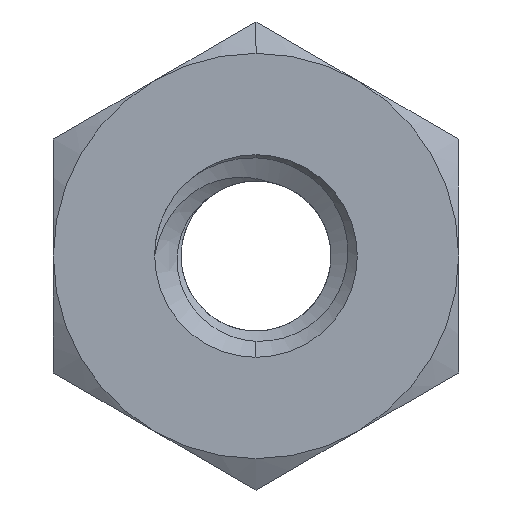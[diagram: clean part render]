
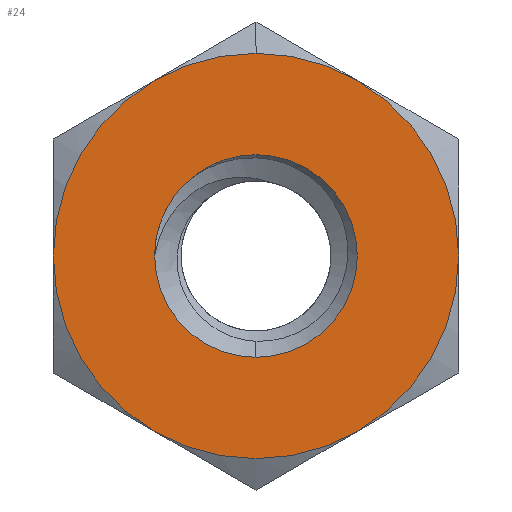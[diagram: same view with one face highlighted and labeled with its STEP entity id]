
A CAD part, front view. The second image highlights one B-rep face of the part: STEP entity #24.
In plain terms, the highlighted planar face has unit normal (0, -1, 0).
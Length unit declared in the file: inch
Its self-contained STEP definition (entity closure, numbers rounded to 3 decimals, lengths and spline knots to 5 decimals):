
#24 = ADVANCED_FACE ( 'NONE', ( #183, #161 ), #615, .F. ) ;
#82 = EDGE_CURVE ( 'NONE', #502, #509, #138, .T. ) ;
#86 = CIRCLE ( 'NONE', #1100, 0.125 ) ;
#110 = CIRCLE ( 'NONE', #1099, 0.0625 ) ;
#137 = CIRCLE ( 'NONE', #1102, 0.125 ) ;
#138 = CIRCLE ( 'NONE', #1093, 0.125 ) ;
#139 = CIRCLE ( 'NONE', #1098, 0.0625 ) ;
#155 = CIRCLE ( 'NONE', #1111, 0.125 ) ;
#161 = FACE_BOUND ( 'NONE', #1441, .T. ) ;
#175 = CIRCLE ( 'NONE', #1103, 0.0625 ) ;
#176 = CIRCLE ( 'NONE', #1114, 0.125 ) ;
#183 = FACE_OUTER_BOUND ( 'NONE', #1467, .T. ) ;
#228 = CIRCLE ( 'NONE', #1101, 0.125 ) ;
#254 = CIRCLE ( 'NONE', #1113, 0.125 ) ;
#255 = CIRCLE ( 'NONE', #1112, 0.0625 ) ;
#287 = CARTESIAN_POINT ( 'NONE',  ( 0., -0.04688, 0.0625 ) ) ;
#291 = VERTEX_POINT ( 'NONE', #336 ) ;
#295 = VERTEX_POINT ( 'NONE', #667 ) ;
#318 = CARTESIAN_POINT ( 'NONE',  ( -0.0625, -0.04688, 0.10825 ) ) ;
#336 = CARTESIAN_POINT ( 'NONE',  ( 0.0625, -0.04688, 0.10825 ) ) ;
#361 = DIRECTION ( 'NONE',  ( 0., 0., 1. ) ) ;
#362 = DIRECTION ( 'NONE',  ( 0., 1., 0. ) ) ;
#364 = DIRECTION ( 'NONE',  ( 0., 0., 1. ) ) ;
#365 = DIRECTION ( 'NONE',  ( 0., -1., 0. ) ) ;
#409 = CARTESIAN_POINT ( 'NONE',  ( 0., -0.04688, 0. ) ) ;
#412 = CARTESIAN_POINT ( 'NONE',  ( 0., -0.04688, 0. ) ) ;
#429 = CARTESIAN_POINT ( 'NONE',  ( 0., -0.04688, 0. ) ) ;
#497 = VERTEX_POINT ( 'NONE', #977 ) ;
#502 = VERTEX_POINT ( 'NONE', #582 ) ;
#509 = VERTEX_POINT ( 'NONE', #318 ) ;
#512 = VERTEX_POINT ( 'NONE', #287 ) ;
#571 = VERTEX_POINT ( 'NONE', #1034 ) ;
#582 = CARTESIAN_POINT ( 'NONE',  ( 0., -0.04688, 0.125 ) ) ;
#615 = PLANE ( 'NONE',  #1077 ) ;
#644 = CARTESIAN_POINT ( 'NONE',  ( -0.125, -0.04688, -0.07217 ) ) ;
#646 = DIRECTION ( 'NONE',  ( 0., 0., 1. ) ) ;
#649 = CARTESIAN_POINT ( 'NONE',  ( 0.0625, -0.04688, -0.10825 ) ) ;
#650 = DIRECTION ( 'NONE',  ( 0., 1., 0. ) ) ;
#662 = VERTEX_POINT ( 'NONE', #1042 ) ;
#667 = CARTESIAN_POINT ( 'NONE',  ( 0.125, -0.04688, 0. ) ) ;
#674 = CARTESIAN_POINT ( 'NONE',  ( 0., -0.04688, -0.0625 ) ) ;
#684 = CARTESIAN_POINT ( 'NONE',  ( -0.04379, -0.04687, 0.0446 ) ) ;
#692 = DIRECTION ( 'NONE',  ( 0., 0., 1. ) ) ;
#725 = DIRECTION ( 'NONE',  ( 0., 1., 0. ) ) ;
#806 = VERTEX_POINT ( 'NONE', #684 ) ;
#851 = DIRECTION ( 'NONE',  ( 0., -1., 0. ) ) ;
#858 = DIRECTION ( 'NONE',  ( 0., 0., 1. ) ) ;
#875 = VERTEX_POINT ( 'NONE', #674 ) ;
#891 = DIRECTION ( 'NONE',  ( 0., 0., 1. ) ) ;
#977 = CARTESIAN_POINT ( 'NONE',  ( -0.0625, -0.04688, 0. ) ) ;
#994 = CARTESIAN_POINT ( 'NONE',  ( 0., -0.04688, 0. ) ) ;
#1018 = CARTESIAN_POINT ( 'NONE',  ( 0., -0.04688, 0. ) ) ;
#1019 = DIRECTION ( 'NONE',  ( 0., -1., 0. ) ) ;
#1034 = CARTESIAN_POINT ( 'NONE',  ( -0.0625, -0.04688, -0.10825 ) ) ;
#1042 = CARTESIAN_POINT ( 'NONE',  ( -0.125, -0.04688, 0. ) ) ;
#1043 = VERTEX_POINT ( 'NONE', #649 ) ;
#1077 = AXIS2_PLACEMENT_3D ( 'NONE', #644, #650, #646 ) ;
#1093 = AXIS2_PLACEMENT_3D ( 'NONE', #1018, #1019, #891 ) ;
#1098 = AXIS2_PLACEMENT_3D ( 'NONE', #429, #362, #361 ) ;
#1099 = AXIS2_PLACEMENT_3D ( 'NONE', #412, #725, #692 ) ;
#1100 = AXIS2_PLACEMENT_3D ( 'NONE', #409, #365, #364 ) ;
#1101 = AXIS2_PLACEMENT_3D ( 'NONE', #994, #851, #858 ) ;
#1102 = AXIS2_PLACEMENT_3D ( 'NONE', #1646, #1558, #1611 ) ;
#1103 = AXIS2_PLACEMENT_3D ( 'NONE', #1523, #1555, #1525 ) ;
#1111 = AXIS2_PLACEMENT_3D ( 'NONE', #1640, #1629, #1628 ) ;
#1112 = AXIS2_PLACEMENT_3D ( 'NONE', #1595, #1590, #1588 ) ;
#1113 = AXIS2_PLACEMENT_3D ( 'NONE', #1623, #1622, #1621 ) ;
#1114 = AXIS2_PLACEMENT_3D ( 'NONE', #1612, #1609, #1608 ) ;
#1150 = EDGE_CURVE ( 'NONE', #662, #571, #86, .T. ) ;
#1151 = EDGE_CURVE ( 'NONE', #806, #512, #139, .T. ) ;
#1165 = EDGE_CURVE ( 'NONE', #875, #497, #110, .T. ) ;
#1168 = EDGE_CURVE ( 'NONE', #1043, #295, #228, .T. ) ;
#1177 = EDGE_CURVE ( 'NONE', #571, #1043, #137, .T. ) ;
#1188 = EDGE_CURVE ( 'NONE', #497, #806, #175, .T. ) ;
#1222 = EDGE_CURVE ( 'NONE', #291, #295, #155, .T. ) ;
#1224 = EDGE_CURVE ( 'NONE', #509, #662, #254, .T. ) ;
#1226 = EDGE_CURVE ( 'NONE', #291, #502, #176, .T. ) ;
#1276 = ORIENTED_EDGE ( 'NONE', *, *, #1177, .T. ) ;
#1286 = ORIENTED_EDGE ( 'NONE', *, *, #1838, .T. ) ;
#1407 = ORIENTED_EDGE ( 'NONE', *, *, #1151, .T. ) ;
#1408 = ORIENTED_EDGE ( 'NONE', *, *, #1188, .T. ) ;
#1421 = ORIENTED_EDGE ( 'NONE', *, *, #1222, .F. ) ;
#1441 = EDGE_LOOP ( 'NONE', ( #1407, #1286, #1455, #1408 ) ) ;
#1450 = ORIENTED_EDGE ( 'NONE', *, *, #1224, .T. ) ;
#1451 = ORIENTED_EDGE ( 'NONE', *, *, #1150, .T. ) ;
#1453 = ORIENTED_EDGE ( 'NONE', *, *, #1226, .T. ) ;
#1455 = ORIENTED_EDGE ( 'NONE', *, *, #1165, .T. ) ;
#1462 = ORIENTED_EDGE ( 'NONE', *, *, #82, .T. ) ;
#1467 = EDGE_LOOP ( 'NONE', ( #1453, #1462, #1450, #1451, #1276, #1470, #1421 ) ) ;
#1470 = ORIENTED_EDGE ( 'NONE', *, *, #1168, .T. ) ;
#1523 = CARTESIAN_POINT ( 'NONE',  ( 0., -0.04688, 0. ) ) ;
#1525 = DIRECTION ( 'NONE',  ( 0., 0., 1. ) ) ;
#1555 = DIRECTION ( 'NONE',  ( 0., 1., 0. ) ) ;
#1558 = DIRECTION ( 'NONE',  ( 0., -1., 0. ) ) ;
#1588 = DIRECTION ( 'NONE',  ( 0., 0., 1. ) ) ;
#1590 = DIRECTION ( 'NONE',  ( 0., 1., 0. ) ) ;
#1595 = CARTESIAN_POINT ( 'NONE',  ( 0., -0.04688, 0. ) ) ;
#1608 = DIRECTION ( 'NONE',  ( 0., 0., 1. ) ) ;
#1609 = DIRECTION ( 'NONE',  ( 0., -1., 0. ) ) ;
#1611 = DIRECTION ( 'NONE',  ( 0., 0., 1. ) ) ;
#1612 = CARTESIAN_POINT ( 'NONE',  ( 0., -0.04688, 0. ) ) ;
#1621 = DIRECTION ( 'NONE',  ( 0., 0., 1. ) ) ;
#1622 = DIRECTION ( 'NONE',  ( 0., -1., 0. ) ) ;
#1623 = CARTESIAN_POINT ( 'NONE',  ( 0., -0.04688, 0. ) ) ;
#1628 = DIRECTION ( 'NONE',  ( 0., 0., 1. ) ) ;
#1629 = DIRECTION ( 'NONE',  ( 0., 1., 0. ) ) ;
#1640 = CARTESIAN_POINT ( 'NONE',  ( 0., -0.04688, 0. ) ) ;
#1646 = CARTESIAN_POINT ( 'NONE',  ( 0., -0.04688, 0. ) ) ;
#1838 = EDGE_CURVE ( 'NONE', #512, #875, #255, .T. ) ;
